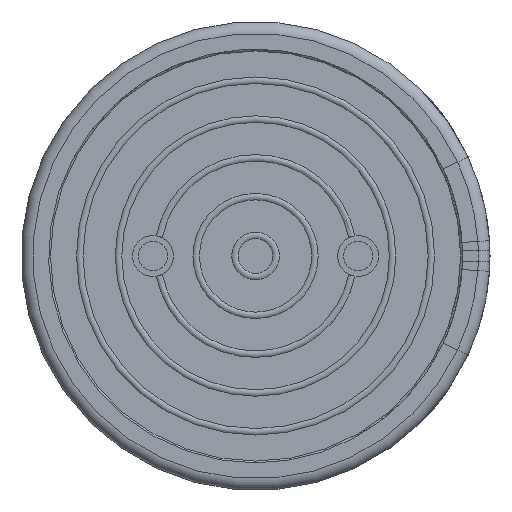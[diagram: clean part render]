
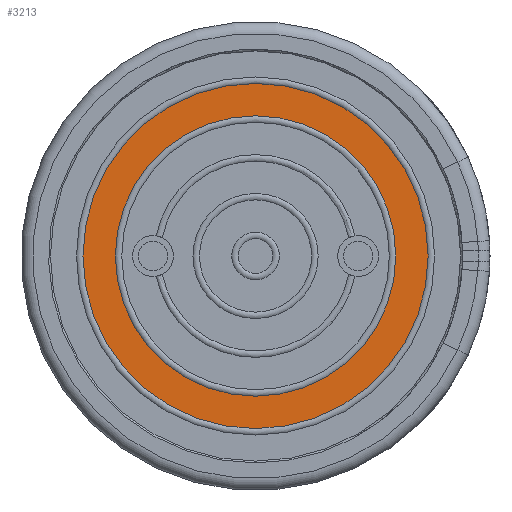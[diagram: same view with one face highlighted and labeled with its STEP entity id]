
A CAD part, front view. The second image highlights one B-rep face of the part: STEP entity #3213.
In plain terms, the highlighted planar face has unit normal (0, -1, 0).
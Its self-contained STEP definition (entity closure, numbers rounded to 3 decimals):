
#68=FACE_BOUND('',#478,.T.);
#204=PLANE('',#3595);
#328=FACE_OUTER_BOUND('',#477,.T.);
#477=EDGE_LOOP('',(#2862,#2863));
#478=EDGE_LOOP('',(#2864,#2865));
#1002=CIRCLE('',#3554,2.945);
#1003=CIRCLE('',#3555,2.945);
#1033=CIRCLE('',#3593,2.393);
#1034=CIRCLE('',#3594,2.393);
#1404=VERTEX_POINT('',#6070);
#1405=VERTEX_POINT('',#6071);
#1432=VERTEX_POINT('',#6142);
#1433=VERTEX_POINT('',#6143);
#1885=EDGE_CURVE('',#1404,#1405,#1002,.T.);
#1886=EDGE_CURVE('',#1405,#1404,#1003,.T.);
#1921=EDGE_CURVE('',#1432,#1433,#1033,.T.);
#1922=EDGE_CURVE('',#1433,#1432,#1034,.T.);
#2862=ORIENTED_EDGE('',*,*,#1885,.T.);
#2863=ORIENTED_EDGE('',*,*,#1886,.T.);
#2864=ORIENTED_EDGE('',*,*,#1921,.T.);
#2865=ORIENTED_EDGE('',*,*,#1922,.T.);
#3213=ADVANCED_FACE('',(#328,#68),#204,.T.);
#3554=AXIS2_PLACEMENT_3D('',#6072,#4366,#4367);
#3555=AXIS2_PLACEMENT_3D('',#6073,#4368,#4369);
#3593=AXIS2_PLACEMENT_3D('',#6144,#4449,#4450);
#3594=AXIS2_PLACEMENT_3D('',#6145,#4451,#4452);
#3595=AXIS2_PLACEMENT_3D('',#6147,#4454,#4455);
#4366=DIRECTION('center_axis',(0.,-1.,0.));
#4367=DIRECTION('ref_axis',(-1.,0.,0.));
#4368=DIRECTION('center_axis',(0.,-1.,0.));
#4369=DIRECTION('ref_axis',(-1.,0.,0.));
#4449=DIRECTION('center_axis',(0.,1.,0.));
#4450=DIRECTION('ref_axis',(-1.,0.,0.));
#4451=DIRECTION('center_axis',(0.,1.,0.));
#4452=DIRECTION('ref_axis',(-1.,0.,0.));
#4454=DIRECTION('center_axis',(0.,-1.,0.));
#4455=DIRECTION('ref_axis',(0.,0.,-1.));
#6070=CARTESIAN_POINT('',(-2.945,0.1,0.));
#6071=CARTESIAN_POINT('',(2.945,0.1,0.));
#6072=CARTESIAN_POINT('Origin',(0.,0.1,0.));
#6073=CARTESIAN_POINT('Origin',(0.,0.1,0.));
#6142=CARTESIAN_POINT('',(-2.393,0.1,0.));
#6143=CARTESIAN_POINT('',(2.393,0.1,0.));
#6144=CARTESIAN_POINT('Origin',(0.,0.1,0.));
#6145=CARTESIAN_POINT('Origin',(0.,0.1,0.));
#6147=CARTESIAN_POINT('Origin',(0.,0.1,0.));
